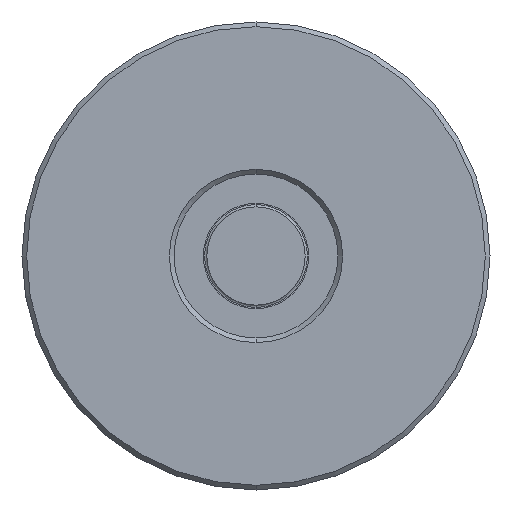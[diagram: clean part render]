
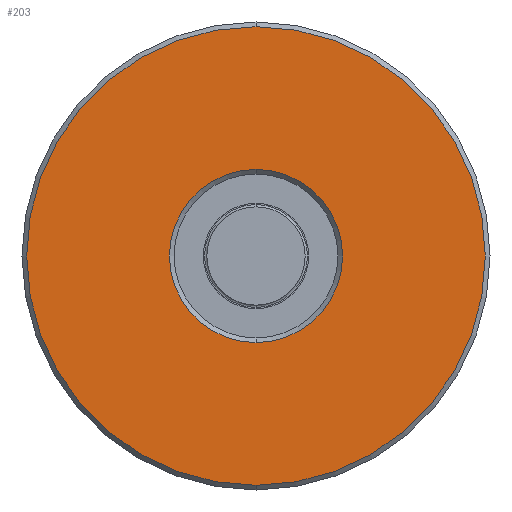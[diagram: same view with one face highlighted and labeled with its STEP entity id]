
A CAD part, front view. The second image highlights one B-rep face of the part: STEP entity #203.
In plain terms, the highlighted planar face has unit normal (0, -1, 0).
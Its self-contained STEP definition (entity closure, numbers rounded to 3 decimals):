
#102 = VERTEX_POINT ( 'NONE', #494 ) ;
#144 = VERTEX_POINT ( 'NONE', #557 ) ;
#147 = EDGE_CURVE ( 'NONE', #102, #144, #552, .T. ) ;
#203 = ADVANCED_FACE ( 'NONE', ( #642, #641 ), #640, .T. ) ;
#204 = EDGE_LOOP ( 'NONE', ( #205, #206 ) ) ;
#205 = ORIENTED_EDGE ( 'NONE', *, *, #147, .T. ) ;
#206 = ORIENTED_EDGE ( 'NONE', *, *, #207, .T. ) ;
#207 = EDGE_CURVE ( 'NONE', #144, #102, #635, .T. ) ;
#208 = EDGE_LOOP ( 'NONE', ( #209, #262 ) ) ;
#209 = ORIENTED_EDGE ( 'NONE', *, *, #210, .T. ) ;
#210 = EDGE_CURVE ( 'NONE', #2362, #2358, #693, .T. ) ;
#262 = ORIENTED_EDGE ( 'NONE', *, *, #2356, .T. ) ;
#494 = CARTESIAN_POINT ( 'NONE',  ( 0., 0., -18.5 ) ) ;
#548 = DIRECTION ( 'NONE',  ( 0., 0., -1. ) ) ;
#549 = DIRECTION ( 'NONE',  ( 0., 1., 0. ) ) ;
#550 = CARTESIAN_POINT ( 'NONE',  ( 0., 0., 0. ) ) ;
#551 = AXIS2_PLACEMENT_3D ( 'NONE', #550, #549, #548 ) ;
#552 = CIRCLE ( 'NONE', #551, 18.5 ) ;
#557 = CARTESIAN_POINT ( 'NONE',  ( 0., 0., 18.5 ) ) ;
#635 = CIRCLE ( 'NONE', #697, 18.5 ) ;
#636 = DIRECTION ( 'NONE',  ( 0., 0., -1. ) ) ;
#637 = DIRECTION ( 'NONE',  ( 0., -1., 0. ) ) ;
#638 = CARTESIAN_POINT ( 'NONE',  ( -50., 0., 0. ) ) ;
#639 = AXIS2_PLACEMENT_3D ( 'NONE', #638, #637, #636 ) ;
#640 = PLANE ( 'NONE',  #639 ) ;
#641 = FACE_OUTER_BOUND ( 'NONE', #208, .T. ) ;
#642 = FACE_BOUND ( 'NONE', #204, .T. ) ;
#689 = DIRECTION ( 'NONE',  ( 0., 0., -1. ) ) ;
#690 = DIRECTION ( 'NONE',  ( 0., -1., 0. ) ) ;
#691 = CARTESIAN_POINT ( 'NONE',  ( 0., 0., 0. ) ) ;
#692 = AXIS2_PLACEMENT_3D ( 'NONE', #691, #690, #689 ) ;
#693 = CIRCLE ( 'NONE', #692, 49. ) ;
#694 = DIRECTION ( 'NONE',  ( 0., 0., -1. ) ) ;
#695 = DIRECTION ( 'NONE',  ( 0., 1., 0. ) ) ;
#696 = CARTESIAN_POINT ( 'NONE',  ( 0., 0., 0. ) ) ;
#697 = AXIS2_PLACEMENT_3D ( 'NONE', #696, #695, #694 ) ;
#1213 = CARTESIAN_POINT ( 'NONE',  ( 0., 0., 49. ) ) ;
#1218 = CARTESIAN_POINT ( 'NONE',  ( 0., 0., -49. ) ) ;
#1219 = DIRECTION ( 'NONE',  ( 0., 0., -1. ) ) ;
#1220 = DIRECTION ( 'NONE',  ( 0., -1., 0. ) ) ;
#1221 = CARTESIAN_POINT ( 'NONE',  ( 0., 0., 0. ) ) ;
#1222 = AXIS2_PLACEMENT_3D ( 'NONE', #1221, #1220, #1219 ) ;
#1223 = CIRCLE ( 'NONE', #1222, 49. ) ;
#2356 = EDGE_CURVE ( 'NONE', #2358, #2362, #1223, .T. ) ;
#2358 = VERTEX_POINT ( 'NONE', #1218 ) ;
#2362 = VERTEX_POINT ( 'NONE', #1213 ) ;
